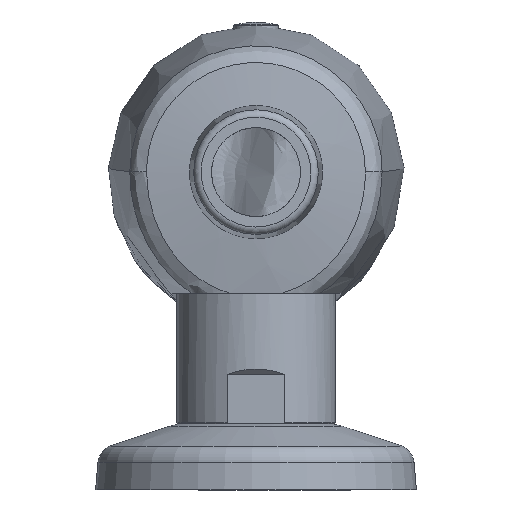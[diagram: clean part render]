
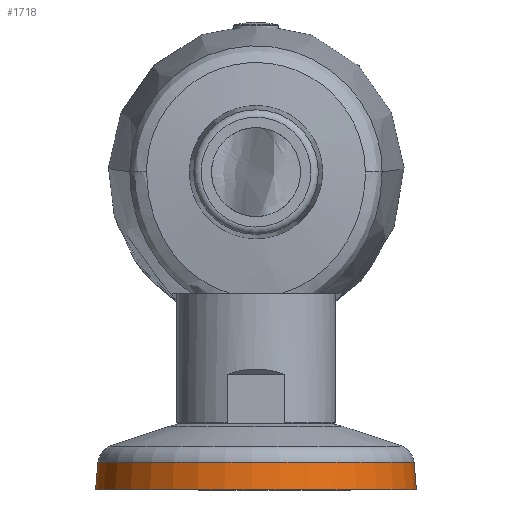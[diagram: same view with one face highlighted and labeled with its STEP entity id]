
A CAD part, front view. The second image highlights one B-rep face of the part: STEP entity #1718.
In plain terms, the highlighted conical face has half-angle 5 degrees and reference radius 32.5 mm.
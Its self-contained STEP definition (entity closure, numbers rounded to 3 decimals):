
#88 = DIRECTION ( 'NONE',  ( 1., -0.023, 0. ) ) ;
#347 = ORIENTED_EDGE ( 'NONE', *, *, #783, .F. ) ;
#572 = CARTESIAN_POINT ( 'NONE',  ( 0., 0., 0. ) ) ;
#598 = DIRECTION ( 'NONE',  ( -1., 0.023, 0. ) ) ;
#633 = DIRECTION ( 'NONE',  ( 0., 0., -1. ) ) ;
#757 = CARTESIAN_POINT ( 'NONE',  ( 0., 0., 0. ) ) ;
#783 = EDGE_CURVE ( 'NONE', #1893, #1893, #2149, .T. ) ;
#807 = EDGE_LOOP ( 'NONE', ( #347 ) ) ;
#931 = EDGE_LOOP ( 'NONE', ( #1249 ) ) ;
#969 = DIRECTION ( 'NONE',  ( -1., 0.023, 0. ) ) ;
#1097 = CARTESIAN_POINT ( 'NONE',  ( 32.003, -0.75, 5.583 ) ) ;
#1249 = ORIENTED_EDGE ( 'NONE', *, *, #2104, .T. ) ;
#1278 = AXIS2_PLACEMENT_3D ( 'NONE', #572, #633, #598 ) ;
#1457 = DIRECTION ( 'NONE',  ( 0., 0., -1. ) ) ;
#1590 = VERTEX_POINT ( 'NONE', #1097 ) ;
#1617 = CONICAL_SURFACE ( 'NONE', #1278, 32.5, 0.087 ) ;
#1718 = ADVANCED_FACE ( 'NONE', ( #1737, #1856 ), #1617, .T. ) ;
#1737 = FACE_BOUND ( 'NONE', #931, .T. ) ;
#1856 = FACE_OUTER_BOUND ( 'NONE', #807, .T. ) ;
#1893 = VERTEX_POINT ( 'NONE', #2391 ) ;
#2104 = EDGE_CURVE ( 'NONE', #1590, #1590, #2872, .T. ) ;
#2149 = CIRCLE ( 'NONE', #2397, 32.5 ) ;
#2327 = AXIS2_PLACEMENT_3D ( 'NONE', #3029, #1457, #88 ) ;
#2391 = CARTESIAN_POINT ( 'NONE',  ( -32.491, 0.762, 0. ) ) ;
#2397 = AXIS2_PLACEMENT_3D ( 'NONE', #757, #2513, #969 ) ;
#2513 = DIRECTION ( 'NONE',  ( 0., 0., -1. ) ) ;
#2872 = CIRCLE ( 'NONE', #2327, 32.012 ) ;
#3029 = CARTESIAN_POINT ( 'NONE',  ( 0., 0., 5.583 ) ) ;
